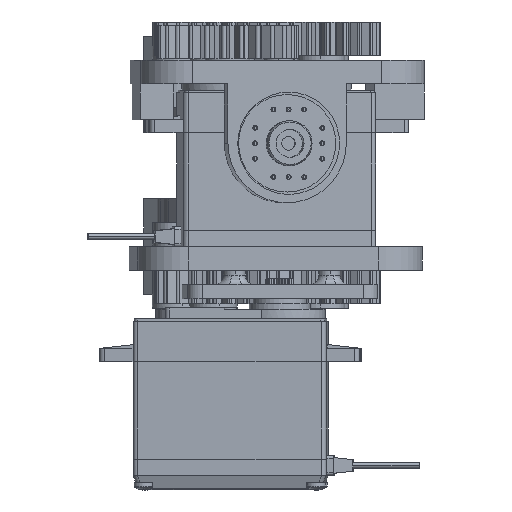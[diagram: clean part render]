
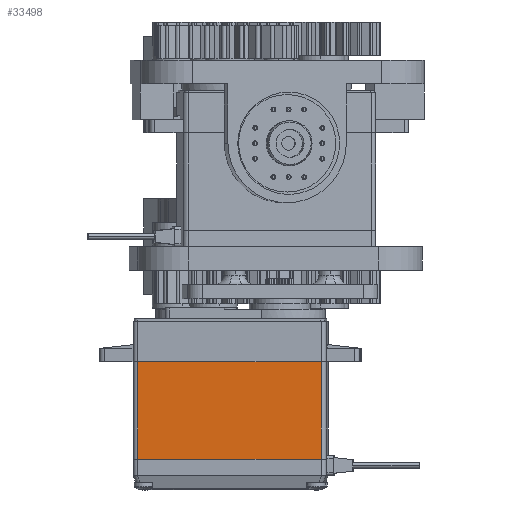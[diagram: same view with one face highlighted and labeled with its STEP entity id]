
A CAD part, left-side view. The second image highlights one B-rep face of the part: STEP entity #33498.
In plain terms, the highlighted face is planar.
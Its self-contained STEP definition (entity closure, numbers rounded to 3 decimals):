
#39 = VECTOR ( 'NONE', #2301, 1000. ) ;
#897 = EDGE_CURVE ( 'NONE', #23805, #34063, #33044, .T. ) ;
#1567 = CARTESIAN_POINT ( 'NONE',  ( 9.9, 10.25, -20.3 ) ) ;
#2301 = DIRECTION ( 'NONE',  ( 0., -1., 0. ) ) ;
#6327 = DIRECTION ( 'NONE',  ( 0., 0., -1. ) ) ;
#7342 = CARTESIAN_POINT ( 'NONE',  ( 9.9, 10.25, 19.3 ) ) ;
#7836 = CARTESIAN_POINT ( 'NONE',  ( 9.9, -10.25, 19.3 ) ) ;
#9472 = VECTOR ( 'NONE', #33428, 1000. ) ;
#9480 = VECTOR ( 'NONE', #6327, 1000. ) ;
#9812 = ORIENTED_EDGE ( 'NONE', *, *, #897, .T. ) ;
#10579 = VERTEX_POINT ( 'NONE', #20371 ) ;
#10723 = LINE ( 'NONE', #36761, #9472 ) ;
#12707 = VECTOR ( 'NONE', #24310, 1000. ) ;
#12778 = CARTESIAN_POINT ( 'NONE',  ( 9.9, -10.25, -20.3 ) ) ;
#14903 = LINE ( 'NONE', #23442, #9480 ) ;
#15726 = FACE_OUTER_BOUND ( 'NONE', #16100, .T. ) ;
#16100 = EDGE_LOOP ( 'NONE', ( #19702, #29256, #22443, #9812 ) ) ;
#17047 = EDGE_CURVE ( 'NONE', #18038, #10579, #10723, .T. ) ;
#18038 = VERTEX_POINT ( 'NONE', #29046 ) ;
#19702 = ORIENTED_EDGE ( 'NONE', *, *, #21617, .T. ) ;
#20291 = EDGE_CURVE ( 'NONE', #23805, #10579, #14903, .T. ) ;
#20371 = CARTESIAN_POINT ( 'NONE',  ( 9.9, 10.25, -19.3 ) ) ;
#21617 = EDGE_CURVE ( 'NONE', #34063, #18038, #35300, .T. ) ;
#22443 = ORIENTED_EDGE ( 'NONE', *, *, #20291, .F. ) ;
#23442 = CARTESIAN_POINT ( 'NONE',  ( 9.9, 10.25, -20.3 ) ) ;
#23805 = VERTEX_POINT ( 'NONE', #25132 ) ;
#24282 = DIRECTION ( 'NONE',  ( 0., 1., 0. ) ) ;
#24310 = DIRECTION ( 'NONE',  ( 0., 0., -1. ) ) ;
#25132 = CARTESIAN_POINT ( 'NONE',  ( 9.9, 10.25, 19.3 ) ) ;
#27068 = PLANE ( 'NONE',  #30130 ) ;
#29046 = CARTESIAN_POINT ( 'NONE',  ( 9.9, -10.25, -19.3 ) ) ;
#29256 = ORIENTED_EDGE ( 'NONE', *, *, #17047, .T. ) ;
#30130 = AXIS2_PLACEMENT_3D ( 'NONE', #1567, #30413, #24282 ) ;
#30413 = DIRECTION ( 'NONE',  ( -1., 0., 0. ) ) ;
#33044 = LINE ( 'NONE', #7342, #39 ) ;
#33428 = DIRECTION ( 'NONE',  ( 0., 1., 0. ) ) ;
#33498 = ADVANCED_FACE ( 'NONE', ( #15726 ), #27068, .F. ) ;
#34063 = VERTEX_POINT ( 'NONE', #7836 ) ;
#35300 = LINE ( 'NONE', #12778, #12707 ) ;
#36761 = CARTESIAN_POINT ( 'NONE',  ( 9.9, 10.25, -19.3 ) ) ;
